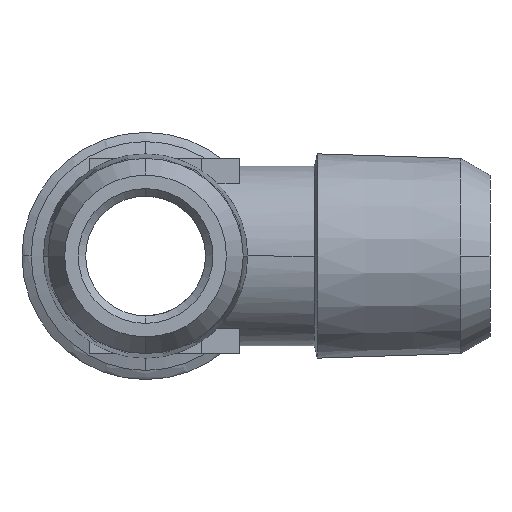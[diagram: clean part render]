
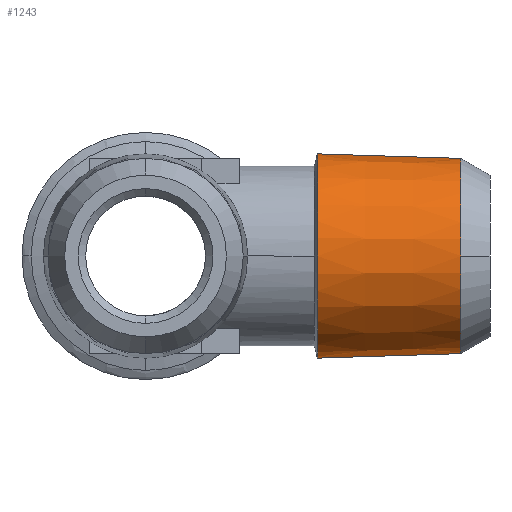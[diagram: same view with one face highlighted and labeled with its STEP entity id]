
A CAD part, left-side view. The second image highlights one B-rep face of the part: STEP entity #1243.
In plain terms, the highlighted conical face has half-angle 1.79 degrees and reference radius 6.52 mm.
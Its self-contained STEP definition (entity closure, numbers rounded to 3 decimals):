
#144 = VERTEX_POINT ( 'NONE', #681 ) ;
#171 = DIRECTION ( 'NONE',  ( 0., 1., 0.031 ) ) ;
#190 = EDGE_CURVE ( 'NONE', #192, #613, #1930, .T. ) ;
#192 = VERTEX_POINT ( 'NONE', #1608 ) ;
#329 = LINE ( 'NONE', #970, #1507 ) ;
#334 = CARTESIAN_POINT ( 'NONE',  ( 0., 4.44, 6.52 ) ) ;
#435 = AXIS2_PLACEMENT_3D ( 'NONE', #1002, #1163, #861 ) ;
#467 = DIRECTION ( 'NONE',  ( 0., 0., 1. ) ) ;
#507 = EDGE_CURVE ( 'NONE', #1081, #1764, #1332, .T. ) ;
#529 = ORIENTED_EDGE ( 'NONE', *, *, #507, .F. ) ;
#558 = CIRCLE ( 'NONE', #1007, 6.52 ) ;
#576 = DIRECTION ( 'NONE',  ( 0., 0., 1. ) ) ;
#588 = EDGE_CURVE ( 'NONE', #144, #1764, #1307, .T. ) ;
#613 = VERTEX_POINT ( 'NONE', #631 ) ;
#614 = CARTESIAN_POINT ( 'NONE',  ( 0., 14.017, 0. ) ) ;
#631 = CARTESIAN_POINT ( 'NONE',  ( -6.52, 4.44, 0. ) ) ;
#681 = CARTESIAN_POINT ( 'NONE',  ( 0., 4.44, 6.52 ) ) ;
#820 = ORIENTED_EDGE ( 'NONE', *, *, #588, .T. ) ;
#861 = DIRECTION ( 'NONE',  ( 0., 0., 1. ) ) ;
#897 = DIRECTION ( 'NONE',  ( 0., 1., 0. ) ) ;
#927 = EDGE_LOOP ( 'NONE', ( #1745, #1347, #1462, #820, #529 ) ) ;
#970 = CARTESIAN_POINT ( 'NONE',  ( 0., 4.44, -6.52 ) ) ;
#1002 = CARTESIAN_POINT ( 'NONE',  ( 0., 4.44, 0. ) ) ;
#1007 = AXIS2_PLACEMENT_3D ( 'NONE', #1452, #1149, #1292 ) ;
#1076 = EDGE_CURVE ( 'NONE', #613, #144, #558, .T. ) ;
#1081 = VERTEX_POINT ( 'NONE', #1619 ) ;
#1114 = DIRECTION ( 'NONE',  ( 0., 1., -0.031 ) ) ;
#1148 = CONICAL_SURFACE ( 'NONE', #1773, 6.52, 0.031 ) ;
#1149 = DIRECTION ( 'NONE',  ( 0., 1., 0. ) ) ;
#1163 = DIRECTION ( 'NONE',  ( 0., 1., 0. ) ) ;
#1188 = AXIS2_PLACEMENT_3D ( 'NONE', #614, #1532, #467 ) ;
#1243 = ADVANCED_FACE ( 'NONE', ( #1502 ), #1148, .T. ) ;
#1292 = DIRECTION ( 'NONE',  ( 0., 0., 1. ) ) ;
#1307 = LINE ( 'NONE', #334, #1947 ) ;
#1332 = CIRCLE ( 'NONE', #1188, 6.819 ) ;
#1347 = ORIENTED_EDGE ( 'NONE', *, *, #190, .T. ) ;
#1371 = CARTESIAN_POINT ( 'NONE',  ( 0., 4.44, 0. ) ) ;
#1452 = CARTESIAN_POINT ( 'NONE',  ( 0., 4.44, 0. ) ) ;
#1462 = ORIENTED_EDGE ( 'NONE', *, *, #1076, .T. ) ;
#1502 = FACE_OUTER_BOUND ( 'NONE', #927, .T. ) ;
#1507 = VECTOR ( 'NONE', #1114, 1000. ) ;
#1532 = DIRECTION ( 'NONE',  ( 0., 1., 0. ) ) ;
#1608 = CARTESIAN_POINT ( 'NONE',  ( 0., 4.44, -6.52 ) ) ;
#1619 = CARTESIAN_POINT ( 'NONE',  ( 0., 14.017, -6.819 ) ) ;
#1689 = CARTESIAN_POINT ( 'NONE',  ( 0., 14.017, 6.819 ) ) ;
#1745 = ORIENTED_EDGE ( 'NONE', *, *, #1952, .F. ) ;
#1764 = VERTEX_POINT ( 'NONE', #1689 ) ;
#1773 = AXIS2_PLACEMENT_3D ( 'NONE', #1371, #897, #576 ) ;
#1930 = CIRCLE ( 'NONE', #435, 6.52 ) ;
#1947 = VECTOR ( 'NONE', #171, 1000. ) ;
#1952 = EDGE_CURVE ( 'NONE', #192, #1081, #329, .T. ) ;
